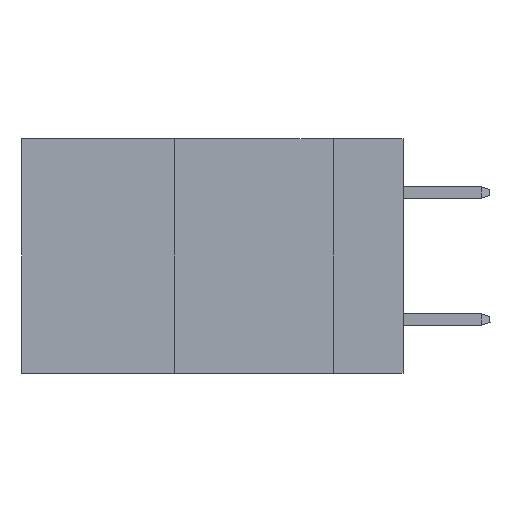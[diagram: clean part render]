
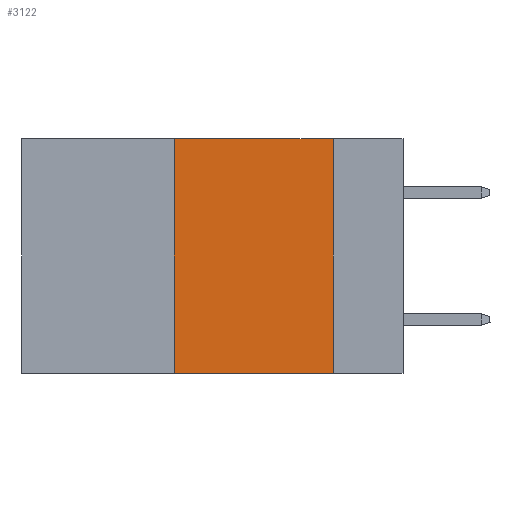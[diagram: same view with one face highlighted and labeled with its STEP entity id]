
A CAD part, left-side view. The second image highlights one B-rep face of the part: STEP entity #3122.
In plain terms, the highlighted planar face has unit normal (-1, 0, 0).
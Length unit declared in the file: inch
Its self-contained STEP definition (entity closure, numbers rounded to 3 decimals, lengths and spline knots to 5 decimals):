
#1102 = CARTESIAN_POINT ( 'NONE',  ( 0., 0.36, 0. ) ) ;
#2853 = ORIENTED_EDGE ( 'NONE', *, *, #18349, .T. ) ;
#3122 = ADVANCED_FACE ( 'NONE', ( #3689 ), #3400, .F. ) ;
#3400 = PLANE ( 'NONE',  #20144 ) ;
#3689 = FACE_OUTER_BOUND ( 'NONE', #20913, .T. ) ;
#3750 = EDGE_CURVE ( 'NONE', #8773, #20012, #9230, .T. ) ;
#5038 = VERTEX_POINT ( 'NONE', #15684 ) ;
#6079 = CARTESIAN_POINT ( 'NONE',  ( 0., 0.6, 0. ) ) ;
#7762 = DIRECTION ( 'NONE',  ( 0., 0., 1. ) ) ;
#8773 = VERTEX_POINT ( 'NONE', #18134 ) ;
#9230 = LINE ( 'NONE', #6079, #27382 ) ;
#10309 = CARTESIAN_POINT ( 'NONE',  ( 0., 0.11, 0. ) ) ;
#13269 = VECTOR ( 'NONE', #26619, 39.37008 ) ;
#14367 = VECTOR ( 'NONE', #7762, 39.37008 ) ;
#14911 = DIRECTION ( 'NONE',  ( 0., -1., 0. ) ) ;
#14917 = CARTESIAN_POINT ( 'NONE',  ( 0., 0.11, -0.37 ) ) ;
#14933 = ORIENTED_EDGE ( 'NONE', *, *, #22050, .F. ) ;
#15171 = LINE ( 'NONE', #17062, #22140 ) ;
#15519 = LINE ( 'NONE', #19570, #13269 ) ;
#15684 = CARTESIAN_POINT ( 'NONE',  ( 0., 0.36, -0.37 ) ) ;
#16844 = DIRECTION ( 'NONE',  ( 0., 0., -1. ) ) ;
#17062 = CARTESIAN_POINT ( 'NONE',  ( 0., 0.11, 0. ) ) ;
#17204 = DIRECTION ( 'NONE',  ( 0., 0., -1. ) ) ;
#18134 = CARTESIAN_POINT ( 'NONE',  ( 0., 0.36, 0. ) ) ;
#18349 = EDGE_CURVE ( 'NONE', #5038, #19921, #15519, .T. ) ;
#19119 = ORIENTED_EDGE ( 'NONE', *, *, #26287, .F. ) ;
#19570 = CARTESIAN_POINT ( 'NONE',  ( 0., 0.6, -0.37 ) ) ;
#19921 = VERTEX_POINT ( 'NONE', #14917 ) ;
#20012 = VERTEX_POINT ( 'NONE', #10309 ) ;
#20144 = AXIS2_PLACEMENT_3D ( 'NONE', #21046, #25491, #16844 ) ;
#20913 = EDGE_LOOP ( 'NONE', ( #14933, #21484, #19119, #2853 ) ) ;
#21046 = CARTESIAN_POINT ( 'NONE',  ( 0., 0.6, 0. ) ) ;
#21484 = ORIENTED_EDGE ( 'NONE', *, *, #3750, .F. ) ;
#22050 = EDGE_CURVE ( 'NONE', #20012, #19921, #15171, .T. ) ;
#22140 = VECTOR ( 'NONE', #17204, 39.37008 ) ;
#25491 = DIRECTION ( 'NONE',  ( 1., 0., 0. ) ) ;
#26287 = EDGE_CURVE ( 'NONE', #5038, #8773, #27106, .T. ) ;
#26619 = DIRECTION ( 'NONE',  ( 0., -1., 0. ) ) ;
#27106 = LINE ( 'NONE', #1102, #14367 ) ;
#27382 = VECTOR ( 'NONE', #14911, 39.37008 ) ;
